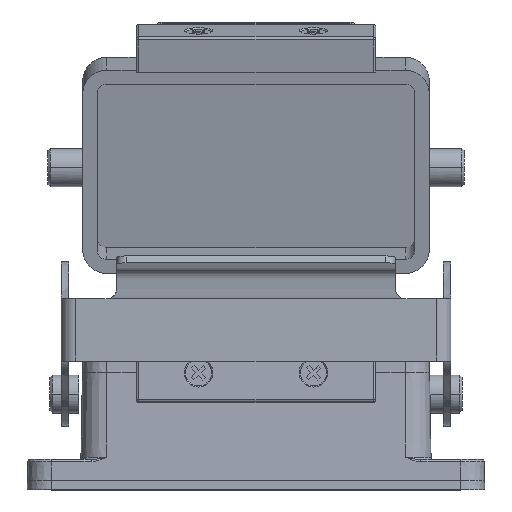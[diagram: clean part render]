
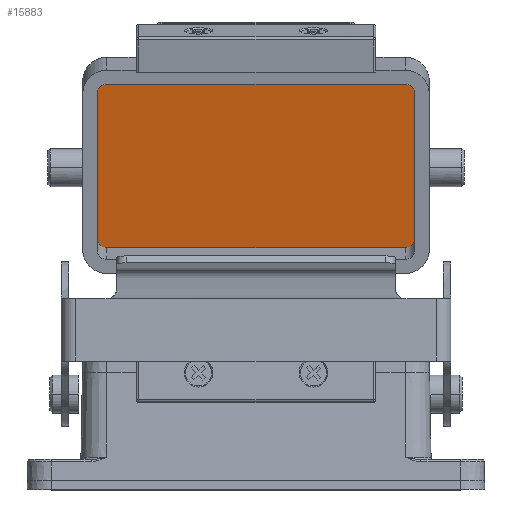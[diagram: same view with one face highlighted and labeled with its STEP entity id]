
A CAD part, top view. The second image highlights one B-rep face of the part: STEP entity #15883.
In plain terms, the highlighted planar face has unit normal (0, -0.225, 0.974).
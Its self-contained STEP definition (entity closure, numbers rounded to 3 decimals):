
#118 = DIRECTION ( 'NONE',  ( 0., 0.225, -0.974 ) ) ;
#303 = DIRECTION ( 'NONE',  ( 0., 0.974, 0.225 ) ) ;
#314 = VERTEX_POINT ( 'NONE', #6967 ) ;
#438 = ORIENTED_EDGE ( 'NONE', *, *, #9039, .T. ) ;
#527 = DIRECTION ( 'NONE',  ( 0., 0.974, 0.225 ) ) ;
#552 = ORIENTED_EDGE ( 'NONE', *, *, #3488, .T. ) ;
#802 = VECTOR ( 'NONE', #5915, 1000. ) ;
#876 = DIRECTION ( 'NONE',  ( 0., -0.225, 0.974 ) ) ;
#1087 = VECTOR ( 'NONE', #13849, 1000. ) ;
#1580 = AXIS2_PLACEMENT_3D ( 'NONE', #15948, #8062, #303 ) ;
#1769 = CARTESIAN_POINT ( 'NONE',  ( 31.15, 21.172, -37.19 ) ) ;
#1836 = FACE_OUTER_BOUND ( 'NONE', #6663, .T. ) ;
#2413 = VERTEX_POINT ( 'NONE', #12286 ) ;
#2505 = EDGE_CURVE ( 'NONE', #8714, #13732, #11621, .T. ) ;
#2561 = AXIS2_PLACEMENT_3D ( 'NONE', #12834, #4965, #14148 ) ;
#2999 = CARTESIAN_POINT ( 'NONE',  ( 33.15, 55.763, -29.205 ) ) ;
#3225 = CARTESIAN_POINT ( 'NONE',  ( -31.15, 21.172, -37.19 ) ) ;
#3488 = EDGE_CURVE ( 'NONE', #2413, #14115, #9741, .T. ) ;
#3791 = AXIS2_PLACEMENT_3D ( 'NONE', #7881, #118, #9220 ) ;
#3910 = EDGE_CURVE ( 'NONE', #13732, #2413, #15450, .T. ) ;
#4304 = CARTESIAN_POINT ( 'NONE',  ( 31.15, 23.121, -36.741 ) ) ;
#4598 = CARTESIAN_POINT ( 'NONE',  ( -31.15, 57.711, -28.755 ) ) ;
#4667 = CARTESIAN_POINT ( 'NONE',  ( -33.15, 55.763, -29.205 ) ) ;
#4683 = CARTESIAN_POINT ( 'NONE',  ( -33.15, 55.763, -29.205 ) ) ;
#4886 = ORIENTED_EDGE ( 'NONE', *, *, #13149, .T. ) ;
#4965 = DIRECTION ( 'NONE',  ( 0., -0.225, 0.974 ) ) ;
#5616 = DIRECTION ( 'NONE',  ( 0., 0.974, 0.225 ) ) ;
#5779 = EDGE_CURVE ( 'NONE', #14115, #11970, #14852, .T. ) ;
#5914 = CARTESIAN_POINT ( 'NONE',  ( -31.15, 57.711, -28.755 ) ) ;
#5915 = DIRECTION ( 'NONE',  ( 1., 0., 0. ) ) ;
#6663 = EDGE_LOOP ( 'NONE', ( #6810, #13467, #552, #13025, #11810, #13057, #438, #4886 ) ) ;
#6810 = ORIENTED_EDGE ( 'NONE', *, *, #2505, .T. ) ;
#6967 = CARTESIAN_POINT ( 'NONE',  ( -33.15, 23.121, -36.741 ) ) ;
#7881 = CARTESIAN_POINT ( 'NONE',  ( 13.5, 13.378, -38.99 ) ) ;
#8062 = DIRECTION ( 'NONE',  ( 0., -0.225, 0.974 ) ) ;
#8328 = CARTESIAN_POINT ( 'NONE',  ( 31.15, 57.711, -28.755 ) ) ;
#8474 = AXIS2_PLACEMENT_3D ( 'NONE', #8644, #876, #9984 ) ;
#8644 = CARTESIAN_POINT ( 'NONE',  ( -31.15, 55.763, -29.205 ) ) ;
#8714 = VERTEX_POINT ( 'NONE', #9227 ) ;
#9039 = EDGE_CURVE ( 'NONE', #12786, #314, #11101, .T. ) ;
#9164 = PLANE ( 'NONE',  #3791 ) ;
#9220 = DIRECTION ( 'NONE',  ( 0., 0.974, 0.225 ) ) ;
#9227 = CARTESIAN_POINT ( 'NONE',  ( -31.15, 21.172, -37.19 ) ) ;
#9474 = EDGE_CURVE ( 'NONE', #11970, #16052, #16595, .T. ) ;
#9476 = AXIS2_PLACEMENT_3D ( 'NONE', #4304, #13473, #5616 ) ;
#9526 = EDGE_CURVE ( 'NONE', #16052, #12786, #14951, .T. ) ;
#9628 = VECTOR ( 'NONE', #13780, 1000. ) ;
#9741 = LINE ( 'NONE', #2999, #15069 ) ;
#9984 = DIRECTION ( 'NONE',  ( 0., 0.974, 0.225 ) ) ;
#10560 = CARTESIAN_POINT ( 'NONE',  ( 33.15, 55.763, -29.205 ) ) ;
#11101 = LINE ( 'NONE', #4667, #1087 ) ;
#11371 = CIRCLE ( 'NONE', #1580, 2. ) ;
#11621 = LINE ( 'NONE', #3225, #802 ) ;
#11810 = ORIENTED_EDGE ( 'NONE', *, *, #9474, .T. ) ;
#11970 = VERTEX_POINT ( 'NONE', #8328 ) ;
#12286 = CARTESIAN_POINT ( 'NONE',  ( 33.15, 23.121, -36.741 ) ) ;
#12786 = VERTEX_POINT ( 'NONE', #4683 ) ;
#12834 = CARTESIAN_POINT ( 'NONE',  ( 31.15, 55.763, -29.205 ) ) ;
#13025 = ORIENTED_EDGE ( 'NONE', *, *, #5779, .T. ) ;
#13057 = ORIENTED_EDGE ( 'NONE', *, *, #9526, .T. ) ;
#13149 = EDGE_CURVE ( 'NONE', #314, #8714, #11371, .T. ) ;
#13467 = ORIENTED_EDGE ( 'NONE', *, *, #3910, .T. ) ;
#13473 = DIRECTION ( 'NONE',  ( 0., -0.225, 0.974 ) ) ;
#13732 = VERTEX_POINT ( 'NONE', #1769 ) ;
#13780 = DIRECTION ( 'NONE',  ( -1., 0., 0. ) ) ;
#13849 = DIRECTION ( 'NONE',  ( 0., -0.974, -0.225 ) ) ;
#14115 = VERTEX_POINT ( 'NONE', #10560 ) ;
#14148 = DIRECTION ( 'NONE',  ( 0., 0.974, 0.225 ) ) ;
#14852 = CIRCLE ( 'NONE', #2561, 2. ) ;
#14951 = CIRCLE ( 'NONE', #8474, 2. ) ;
#15069 = VECTOR ( 'NONE', #527, 1000. ) ;
#15450 = CIRCLE ( 'NONE', #9476, 2. ) ;
#15883 = ADVANCED_FACE ( 'NONE', ( #1836 ), #9164, .F. ) ;
#15948 = CARTESIAN_POINT ( 'NONE',  ( -31.15, 23.121, -36.741 ) ) ;
#16052 = VERTEX_POINT ( 'NONE', #5914 ) ;
#16595 = LINE ( 'NONE', #4598, #9628 ) ;
